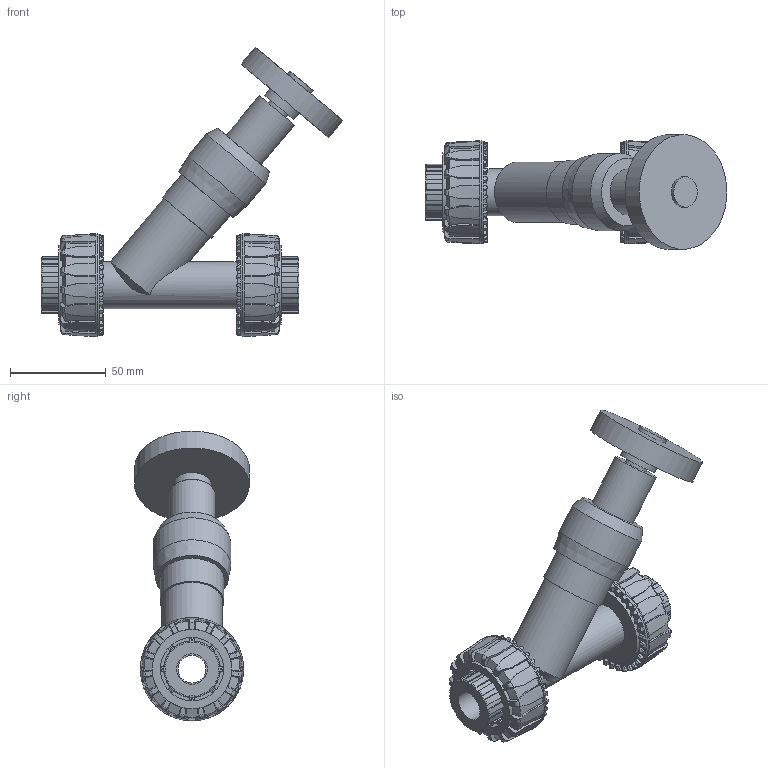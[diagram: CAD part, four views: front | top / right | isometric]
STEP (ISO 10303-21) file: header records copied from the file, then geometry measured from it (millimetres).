
FILE_DESCRIPTION(/* description */ (''),/* implementation_level */ '2;1');
FILE_NAME(/* name */ 'VVUIV016E.iam.stp',/* time_stamp */ '2013-10-01T10:43:45+02:00',/* author */ ('bfaro'),/* organization */ (''),/* preprocessor_version */ 'ST-DEVELOPER v15.2',/* originating_system */ 'Autodesk Inventor 2014',/* authorisation */ '');
FILE_SCHEMA (('AUTOMOTIVE_DESIGN { 1 0 10303 214 3 1 1 }'));
Length unit declared in the file: millimetre
Products named in the file (5): cassa RVU-V 20; NTVKD020V; ENDIV016; Volantino VV 16-20; VVUIV016E
Bounding box: 157.48 x 59.65 x 151.15 mm (x, y, z)
Volume: 220211.9 mm3; surface area: 71319.4 mm2
Topology: 6 solids, 6 shells, 1318 faces, 3606 edges, 2316 vertices
Faces by surface type: plane 613, cylinder 361, cone 266, torus 78
Full cylindrical faces by diameter (mm): 12 x1, 14.5 x2, 15 x1, 16 x3, 20 x1, 21 x1, 24 x1, 24.5 x1, 31.6 x1, 33.249 x1, 36.8 x2, 37.8 x2, 40.5 x1, 41.1 x2, 43 x2, 53.9 x2, 59.833 x1
Entity records: 22973 total; most frequent: CARTESIAN_POINT 6215, ORIENTED_EDGE 3632, DIRECTION 3448, EDGE_CURVE 1800, AXIS2_PLACEMENT_3D 1364, VERTEX_POINT 1170, LINE 720, VECTOR 720
